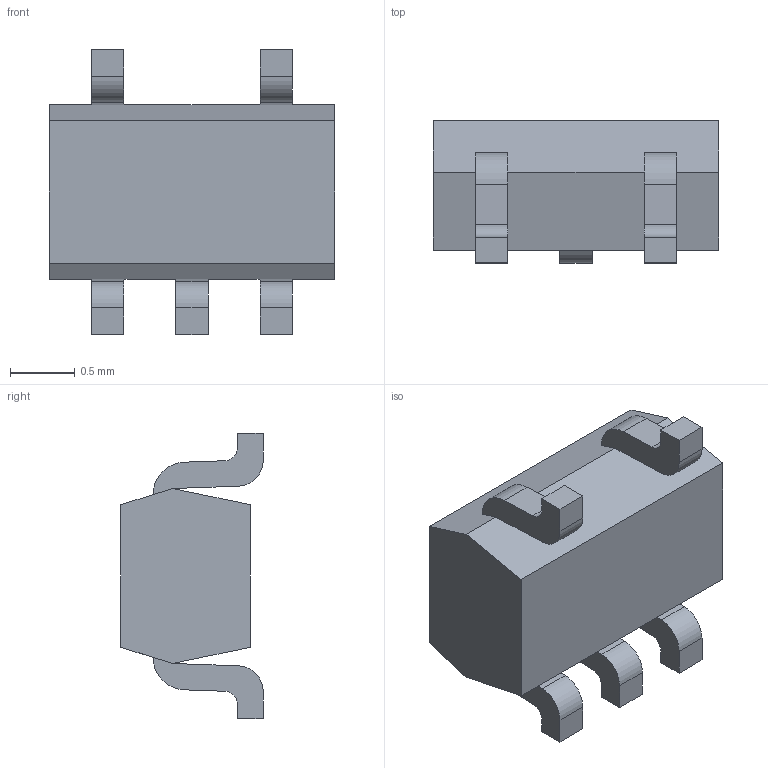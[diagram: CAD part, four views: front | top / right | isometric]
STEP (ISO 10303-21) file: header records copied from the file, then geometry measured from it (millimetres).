
FILE_DESCRIPTION (( 'STEP AP203' ), '1' );
FILE_NAME ('SOT353.STEP', '2022-06-26T11:54:10', ( '' ), ( '' ), 'SwSTEP 2.0', 'SolidWorks 2020', '' );
FILE_SCHEMA (( 'CONFIG_CONTROL_DESIGN' ));
Length unit declared in the file: millimetre
Products named in the file (1): SOT353
Bounding box: 2.2 x 1.1 x 2.2 mm (x, y, z)
Volume: 2.9 mm3; surface area: 16.3 mm2
Topology: 1 solids, 1 shells, 58 faces, 158 edges, 102 vertices
Faces by surface type: plane 43, cylinder 15
Entity records: 1889 total; most frequent: CARTESIAN_POINT 319, ORIENTED_EDGE 316, DIRECTION 306, EDGE_CURVE 158, LINE 128, VECTOR 128, VERTEX_POINT 102, AXIS2_PLACEMENT_3D 89
